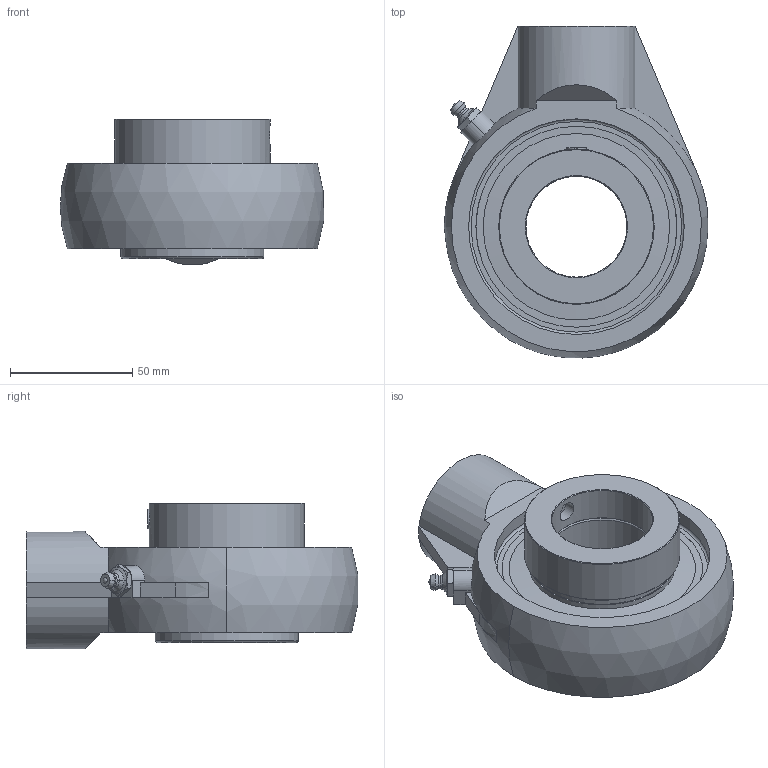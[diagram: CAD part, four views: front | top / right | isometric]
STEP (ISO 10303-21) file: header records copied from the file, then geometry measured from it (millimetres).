
FILE_DESCRIPTION(('HOOPS Exchange Step'),'2;1');
FILE_NAME('export-DE401001-2DBD-4EFE-9C10-C81A825806F4.stp','2019-12-13T13:11:53-08:00',('ibuslach'),('Alibre'),'HOOPS Exchange 2019.2','Alibre','Unknown authorisation');
FILE_SCHEMA( ('AP242_MANAGED_MODEL_BASED_3D_ENGINEERING_MIM_LF {1 0 10303 442 1 1 4 }') );
Length unit declared in the file: centimetre
Products named in the file (8): MRN SHA 209; ZERK 6mm; SHC 209-26 RACE; SHC 209-26 SHIELD; SHC 209-26 COLLAR; SHC 207 SS; MRN SHC 209-26; MRN SHCHA 209-26
Assembly tree (7 placements, depth 3):
  MRN SHCHA 209-26
    MRN SHA 209
    ZERK 6mm
    MRN SHC 209-26
      SHC 209-26 RACE
      SHC 209-26 SHIELD
      SHC 209-26 COLLAR
      SHC 207 SS
Bounding box: 107.66 x 135.62 x 59.54 mm (x, y, z)
Volume: 267469.8 mm3; surface area: 89307.1 mm2
Topology: 20 solids, 20 shells, 186 faces, 484 edges, 314 vertices
Faces by surface type: plane 61, cylinder 47, cone 34, sphere 23, torus 17, bspline 4
Full cylindrical faces by diameter (mm): 2.26 x2, 6 x2, 7.925 x1, 7.938 x2, 25.4 x1, 41.275 x2, 53.746 x2, 58.42 x4, 59.436 x2, 63.5 x1, 75.184 x2, 76.2 x4, 88.104 x1, 90.104 x1
Entity records: 9092 total; most frequent: CARTESIAN_POINT 4374, DIRECTION 1016, ORIENTED_EDGE 904, EDGE_CURVE 452, AXIS2_PLACEMENT_3D 436, VERTEX_POINT 314, CIRCLE 229, EDGE_LOOP 214
